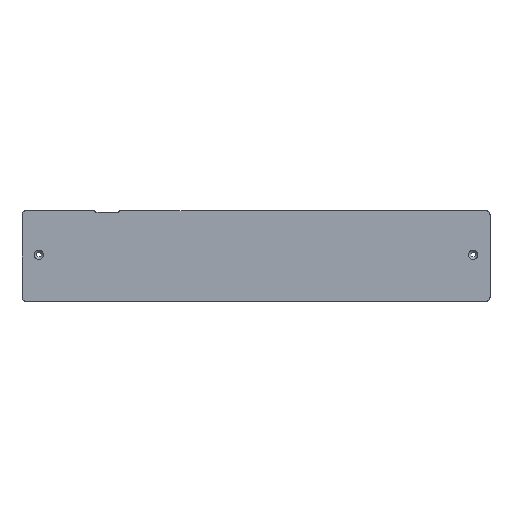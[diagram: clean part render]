
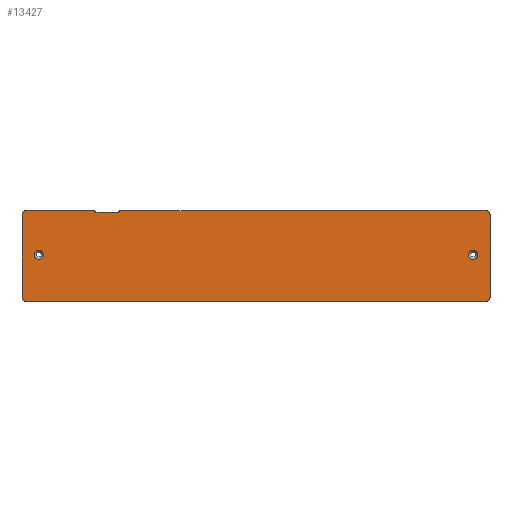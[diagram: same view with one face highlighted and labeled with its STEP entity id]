
A CAD part, top view. The second image highlights one B-rep face of the part: STEP entity #13427.
In plain terms, the highlighted planar face has unit normal (0, 0, 1).
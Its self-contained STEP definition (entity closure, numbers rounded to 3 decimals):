
#1438=FACE_BOUND('',#3068,.T.);
#1439=FACE_BOUND('',#3069,.T.);
#1646=PLANE('',#13937);
#2348=FACE_OUTER_BOUND('',#3067,.T.);
#3067=EDGE_LOOP('',(#12691,#12692,#12693,#12694,#12695,#12696,#12697,#12698,
#12699,#12700,#12701,#12702));
#3068=EDGE_LOOP('',(#12703));
#3069=EDGE_LOOP('',(#12704));
#3074=LINE('',#16009,#4131);
#3076=LINE('',#16013,#4133);
#3081=LINE('',#16022,#4138);
#3091=LINE('',#16064,#4148);
#3093=LINE('',#16071,#4150);
#3100=LINE('',#16088,#4157);
#4131=VECTOR('',#13958,10.);
#4133=VECTOR('',#13962,10.);
#4138=VECTOR('',#13969,10.);
#4148=VECTOR('',#14007,10.);
#4150=VECTOR('',#14015,10.);
#4157=VECTOR('',#14034,10.);
#5184=CIRCLE('',#13443,1.);
#5187=CIRCLE('',#13447,1.);
#5198=CIRCLE('',#13463,2.5);
#5199=CIRCLE('',#13466,2.5);
#5200=CIRCLE('',#13470,2.5);
#5201=CIRCLE('',#13472,2.5);
#5232=CIRCLE('',#13854,2.817);
#5233=CIRCLE('',#13856,2.817);
#5234=VERTEX_POINT('',#15991);
#5235=VERTEX_POINT('',#15992);
#5240=VERTEX_POINT('',#16003);
#5241=VERTEX_POINT('',#16005);
#5242=VERTEX_POINT('',#16012);
#5245=VERTEX_POINT('',#16020);
#5262=VERTEX_POINT('',#16058);
#5263=VERTEX_POINT('',#16062);
#5264=VERTEX_POINT('',#16066);
#5265=VERTEX_POINT('',#16070);
#5268=VERTEX_POINT('',#16080);
#5269=VERTEX_POINT('',#16084);
#6586=VERTEX_POINT('',#24095);
#6587=VERTEX_POINT('',#24099);
#6588=EDGE_CURVE('',#5234,#5235,#5184,.T.);
#6594=EDGE_CURVE('',#5240,#5241,#5187,.T.);
#6596=EDGE_CURVE('',#5240,#5235,#3074,.T.);
#6598=EDGE_CURVE('',#5241,#5242,#3076,.T.);
#6603=EDGE_CURVE('',#5245,#5234,#3081,.T.);
#6621=EDGE_CURVE('',#5262,#5245,#5198,.T.);
#6624=EDGE_CURVE('',#5263,#5262,#3091,.T.);
#6625=EDGE_CURVE('',#5242,#5264,#5199,.T.);
#6627=EDGE_CURVE('',#5264,#5265,#3093,.T.);
#6632=EDGE_CURVE('',#5265,#5268,#5200,.T.);
#6635=EDGE_CURVE('',#5269,#5263,#5201,.T.);
#6636=EDGE_CURVE('',#5268,#5269,#3100,.T.);
#8363=EDGE_CURVE('',#6586,#6586,#5232,.T.);
#8365=EDGE_CURVE('',#6587,#6587,#5233,.T.);
#12691=ORIENTED_EDGE('',*,*,#6603,.F.);
#12692=ORIENTED_EDGE('',*,*,#6621,.F.);
#12693=ORIENTED_EDGE('',*,*,#6624,.F.);
#12694=ORIENTED_EDGE('',*,*,#6635,.F.);
#12695=ORIENTED_EDGE('',*,*,#6636,.F.);
#12696=ORIENTED_EDGE('',*,*,#6632,.F.);
#12697=ORIENTED_EDGE('',*,*,#6627,.F.);
#12698=ORIENTED_EDGE('',*,*,#6625,.F.);
#12699=ORIENTED_EDGE('',*,*,#6598,.F.);
#12700=ORIENTED_EDGE('',*,*,#6594,.F.);
#12701=ORIENTED_EDGE('',*,*,#6596,.T.);
#12702=ORIENTED_EDGE('',*,*,#6588,.F.);
#12703=ORIENTED_EDGE('',*,*,#8363,.T.);
#12704=ORIENTED_EDGE('',*,*,#8365,.T.);
#13427=ADVANCED_FACE('',(#2348,#1438,#1439),#1646,.T.);
#13443=AXIS2_PLACEMENT_3D('',#15993,#13942,#13943);
#13447=AXIS2_PLACEMENT_3D('',#16006,#13953,#13954);
#13463=AXIS2_PLACEMENT_3D('',#16059,#14001,#14002);
#13466=AXIS2_PLACEMENT_3D('',#16067,#14010,#14011);
#13470=AXIS2_PLACEMENT_3D('',#16081,#14024,#14025);
#13472=AXIS2_PLACEMENT_3D('',#16086,#14030,#14031);
#13854=AXIS2_PLACEMENT_3D('',#24096,#15559,#15560);
#13856=AXIS2_PLACEMENT_3D('',#24100,#15564,#15565);
#13937=AXIS2_PLACEMENT_3D('',#25962,#15987,#15988);
#13942=DIRECTION('center_axis',(0.,0.,1.));
#13943=DIRECTION('ref_axis',(-0.992,-0.125,0.));
#13953=DIRECTION('center_axis',(0.,0.,1.));
#13954=DIRECTION('ref_axis',(0.992,-0.125,0.));
#13958=DIRECTION('',(-1.,0.,0.));
#13962=DIRECTION('',(1.,0.,0.));
#13969=DIRECTION('',(1.,0.,0.));
#14001=DIRECTION('center_axis',(0.,0.,-1.));
#14002=DIRECTION('ref_axis',(-0.707,0.707,0.));
#14007=DIRECTION('',(0.,1.,0.));
#14010=DIRECTION('center_axis',(0.,0.,-1.));
#14011=DIRECTION('ref_axis',(0.707,0.707,0.));
#14015=DIRECTION('',(0.,-1.,0.));
#14024=DIRECTION('center_axis',(0.,0.,-1.));
#14025=DIRECTION('ref_axis',(0.707,-0.707,0.));
#14030=DIRECTION('center_axis',(0.,0.,-1.));
#14031=DIRECTION('ref_axis',(-0.707,-0.707,0.));
#14034=DIRECTION('',(-1.,0.,0.));
#15559=DIRECTION('center_axis',(0.,0.,-1.));
#15560=DIRECTION('ref_axis',(1.,0.,0.));
#15564=DIRECTION('center_axis',(0.,0.,-1.));
#15565=DIRECTION('ref_axis',(1.,0.,0.));
#15987=DIRECTION('center_axis',(0.,0.,1.));
#15988=DIRECTION('ref_axis',(-1.,0.,0.));
#15991=CARTESIAN_POINT('',(48.6,-22.945,-8.));
#15992=CARTESIAN_POINT('',(49.592,-23.82,-8.));
#15993=CARTESIAN_POINT('Origin',(49.592,-22.82,-8.));
#16003=CARTESIAN_POINT('',(62.858,-23.82,-8.));
#16005=CARTESIAN_POINT('',(63.85,-22.945,-8.));
#16006=CARTESIAN_POINT('Origin',(62.858,-22.82,-8.));
#16009=CARTESIAN_POINT('',(96.928,-23.82,-8.));
#16012=CARTESIAN_POINT('',(282.656,-22.945,-8.));
#16013=CARTESIAN_POINT('',(5.356,-22.945,-8.));
#16020=CARTESIAN_POINT('',(7.856,-22.945,-8.));
#16022=CARTESIAN_POINT('',(5.356,-22.945,-8.));
#16058=CARTESIAN_POINT('',(5.356,-25.445,-8.));
#16059=CARTESIAN_POINT('Origin',(7.856,-25.445,-8.));
#16062=CARTESIAN_POINT('',(5.356,-74.745,-8.));
#16064=CARTESIAN_POINT('',(5.356,-24.445,-8.));
#16066=CARTESIAN_POINT('',(285.156,-25.445,-8.));
#16067=CARTESIAN_POINT('Origin',(282.656,-25.445,-8.));
#16070=CARTESIAN_POINT('',(285.156,-74.745,-8.));
#16071=CARTESIAN_POINT('',(285.156,-74.245,-8.));
#16080=CARTESIAN_POINT('',(282.656,-77.245,-8.));
#16081=CARTESIAN_POINT('Origin',(282.656,-74.745,-8.));
#16084=CARTESIAN_POINT('',(7.856,-77.245,-8.));
#16086=CARTESIAN_POINT('Origin',(7.856,-74.745,-8.));
#16088=CARTESIAN_POINT('',(285.156,-77.245,-8.));
#24095=CARTESIAN_POINT('',(272.339,-49.345,-8.));
#24096=CARTESIAN_POINT('Origin',(275.156,-49.345,-8.));
#24099=CARTESIAN_POINT('',(12.539,-49.345,-8.));
#24100=CARTESIAN_POINT('Origin',(15.356,-49.345,-8.));
#25962=CARTESIAN_POINT('Origin',(145.256,-49.345,-8.));
